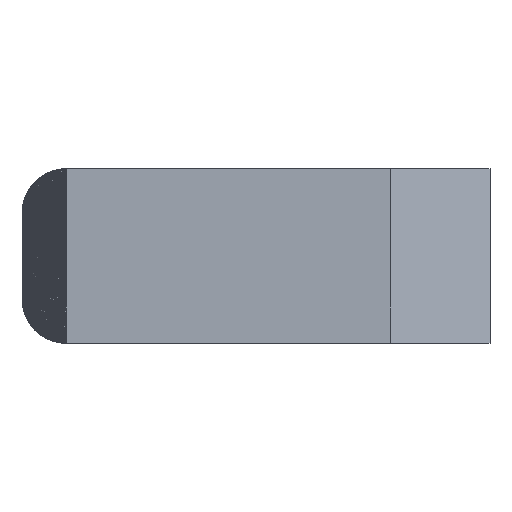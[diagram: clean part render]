
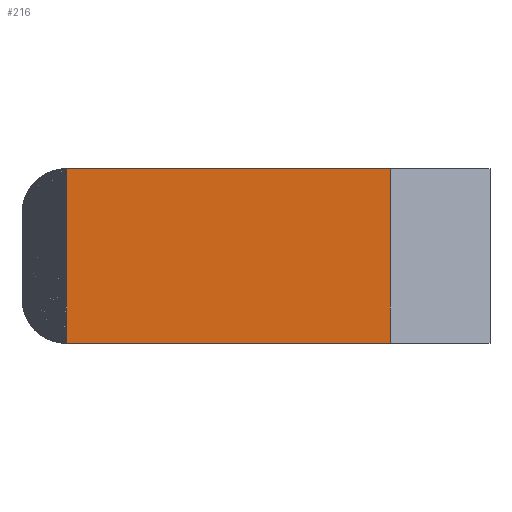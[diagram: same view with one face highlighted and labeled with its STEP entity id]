
A CAD part, top view. The second image highlights one B-rep face of the part: STEP entity #216.
In plain terms, the highlighted planar face has unit normal (-0.001, 0, 1).
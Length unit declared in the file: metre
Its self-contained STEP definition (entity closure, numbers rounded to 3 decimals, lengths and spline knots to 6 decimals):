
#216=ADVANCED_FACE('',(#643),#644,.T.);
#643=FACE_OUTER_BOUND('',#1213,.T.);
#644=PLANE('',#1214);
#1213=EDGE_LOOP('',(#3031,#3032,#3033,#3034,#3035,#3036));
#1214=AXIS2_PLACEMENT_3D('',#3037,#3038,#3039);
#3031=ORIENTED_EDGE('',*,*,#5353,.F.);
#3032=ORIENTED_EDGE('',*,*,#5356,.F.);
#3033=ORIENTED_EDGE('',*,*,#5357,.T.);
#3034=ORIENTED_EDGE('',*,*,#5358,.T.);
#3035=ORIENTED_EDGE('',*,*,#5359,.F.);
#3036=ORIENTED_EDGE('',*,*,#5360,.T.);
#3037=CARTESIAN_POINT('',(-0.944167,-0.1945,0.338));
#3038=DIRECTION('',(-0.001,0.,1.));
#3039=DIRECTION('',(1.,-0.0,0.001));
#5353=EDGE_CURVE('',#7089,#7091,#7092,.T.);
#5356=EDGE_CURVE('',#7096,#7089,#7097,.T.);
#5357=EDGE_CURVE('',#7096,#7098,#7099,.T.);
#5358=EDGE_CURVE('',#7098,#7100,#7101,.T.);
#5359=EDGE_CURVE('',#7102,#7100,#7103,.T.);
#5360=EDGE_CURVE('',#7102,#7091,#7104,.T.);
#7089=VERTEX_POINT('',#9802);
#7091=VERTEX_POINT('',#9805);
#7092=LINE('',#9806,#9807);
#7096=VERTEX_POINT('',#9813);
#7097=LINE('',#9814,#9815);
#7098=VERTEX_POINT('',#9816);
#7099=LINE('',#9817,#9818);
#7100=VERTEX_POINT('',#9819);
#7101=LINE('',#9820,#9821);
#7102=VERTEX_POINT('',#9822);
#7103=LINE('',#9823,#9824);
#7104=LINE('',#9825,#9826);
#9802=CARTESIAN_POINT('',(-0.944167,-0.1945,0.338));
#9805=CARTESIAN_POINT('',(-0.944758,0.194497,0.337997));
#9806=CARTESIAN_POINT('',(-0.944167,-0.1945,0.338));
#9807=VECTOR('',#11507,1.0);
#9813=CARTESIAN_POINT('',(-0.944,-0.1945,0.338));
#9814=CARTESIAN_POINT('',(-0.944,-0.1945,0.338));
#9815=VECTOR('',#11510,1.0);
#9816=CARTESIAN_POINT('',(-0.222,-0.1945,0.338));
#9817=CARTESIAN_POINT('',(-0.944,-0.1945,0.338));
#9818=VECTOR('',#11511,1.0);
#9819=CARTESIAN_POINT('',(-0.222,0.1945,0.338));
#9820=CARTESIAN_POINT('',(-0.222,-0.1945,0.338));
#9821=VECTOR('',#11512,1.0);
#9822=CARTESIAN_POINT('',(-0.944,0.1945,0.338));
#9823=CARTESIAN_POINT('',(-0.944,0.1945,0.338));
#9824=VECTOR('',#11513,1.0);
#9825=CARTESIAN_POINT('',(-0.944,0.1945,0.338));
#9826=VECTOR('',#11514,1.0);
#11507=DIRECTION('',(-0.002,1.,0.));
#11510=DIRECTION('',(-1.,0.001,-0.001));
#11511=DIRECTION('',(1.0,0.0,0.0));
#11512=DIRECTION('',(0.0,1.0,0.0));
#11513=DIRECTION('',(1.0,0.0,0.0));
#11514=DIRECTION('',(-1.,-0.004,-0.004));
